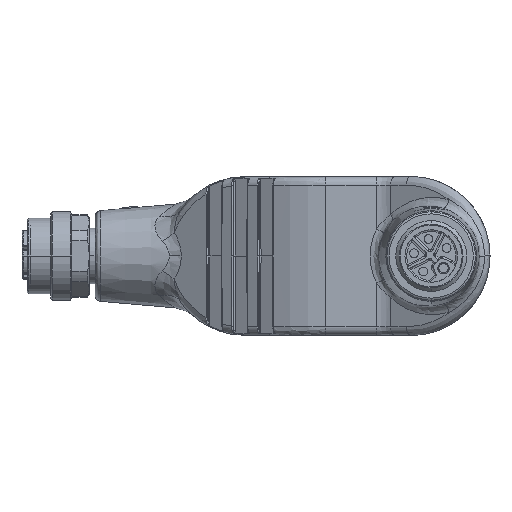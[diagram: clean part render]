
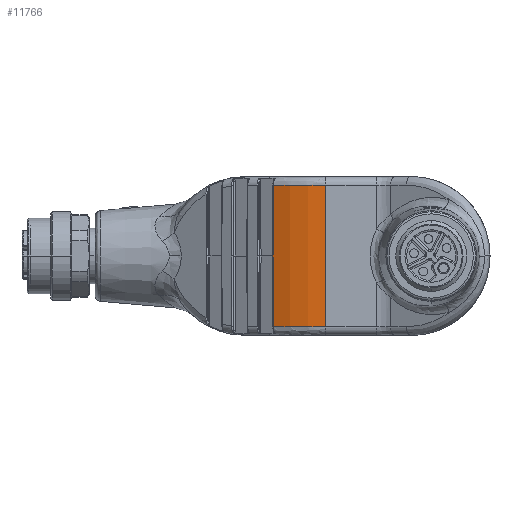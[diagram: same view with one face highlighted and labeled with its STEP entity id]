
A CAD part, left-side view. The second image highlights one B-rep face of the part: STEP entity #11766.
In plain terms, the highlighted cylindrical face has radius 20 mm (diameter 40 mm), a partial arc.
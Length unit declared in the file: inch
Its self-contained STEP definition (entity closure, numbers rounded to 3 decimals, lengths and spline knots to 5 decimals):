
#242 = CIRCLE ( 'NONE', #7364, 0.7874 ) ;
#446 = ORIENTED_EDGE ( 'NONE', *, *, #1186, .T. ) ;
#1186 = EDGE_CURVE ( 'NONE', #29164, #12118, #31441, .T. ) ;
#1513 = CARTESIAN_POINT ( 'NONE',  ( -0.80315, 0.01558, 0.45276 ) ) ;
#5138 = EDGE_LOOP ( 'NONE', ( #16286, #446, #31760, #39848, #14739 ) ) ;
#5568 = FACE_OUTER_BOUND ( 'NONE', #5138, .T. ) ;
#6335 = CARTESIAN_POINT ( 'NONE',  ( -0.72022, 0.36731, 0. ) ) ;
#7364 = AXIS2_PLACEMENT_3D ( 'NONE', #19094, #28745, #33005 ) ;
#7858 = CIRCLE ( 'NONE', #13620, 0.7874 ) ;
#11000 = EDGE_CURVE ( 'NONE', #12118, #21920, #32359, .T. ) ;
#11766 = ADVANCED_FACE ( 'NONE', ( #5568 ), #11873, .T. ) ;
#11873 = CYLINDRICAL_SURFACE ( 'NONE', #24967, 0.7874 ) ;
#12118 = VERTEX_POINT ( 'NONE', #38070 ) ;
#12731 = CARTESIAN_POINT ( 'NONE',  ( -0.72146, 0.36483, 0.31481 ) ) ;
#13620 = AXIS2_PLACEMENT_3D ( 'NONE', #24390, #17650, #17445 ) ;
#14739 = ORIENTED_EDGE ( 'NONE', *, *, #19690, .T. ) ;
#15648 = CARTESIAN_POINT ( 'NONE',  ( -0.72084, 0.36607, 0.1574 ) ) ;
#16286 = ORIENTED_EDGE ( 'NONE', *, *, #21051, .T. ) ;
#17445 = DIRECTION ( 'NONE',  ( 1., 0., 0. ) ) ;
#17650 = DIRECTION ( 'NONE',  ( 0., 0., -1. ) ) ;
#17901 = LINE ( 'NONE', #1513, #23862 ) ;
#19094 = CARTESIAN_POINT ( 'NONE',  ( -0.01575, 0.01558, 0.47221 ) ) ;
#19690 = EDGE_CURVE ( 'NONE', #25036, #34997, #17901, .T. ) ;
#20053 = CARTESIAN_POINT ( 'NONE',  ( -0.72207, 0.36358, -0.47221 ) ) ;
#21051 = EDGE_CURVE ( 'NONE', #34997, #29164, #242, .T. ) ;
#21408 = CARTESIAN_POINT ( 'NONE',  ( -0.72207, 0.36358, -0.47221 ) ) ;
#21920 = VERTEX_POINT ( 'NONE', #21408 ) ;
#23862 = VECTOR ( 'NONE', #31591, 39.37008 ) ;
#24390 = CARTESIAN_POINT ( 'NONE',  ( -0.01575, 0.01558, -0.47221 ) ) ;
#24967 = AXIS2_PLACEMENT_3D ( 'NONE', #43027, #35638, #26019 ) ;
#25036 = VERTEX_POINT ( 'NONE', #34951 ) ;
#25995 = CARTESIAN_POINT ( 'NONE',  ( -0.72022, 0.36731, 0. ) ) ;
#26019 = DIRECTION ( 'NONE',  ( 0., 1., 0. ) ) ;
#26669 = CARTESIAN_POINT ( 'NONE',  ( -0.72207, 0.36358, 0.47221 ) ) ;
#28745 = DIRECTION ( 'NONE',  ( 0., 0., -1. ) ) ;
#29164 = VERTEX_POINT ( 'NONE', #26669 ) ;
#31441 = B_SPLINE_CURVE_WITH_KNOTS ( 'NONE', 3,
 ( #40334, #12731, #15648, #25995 ),
 .UNSPECIFIED., .F., .F.,
 ( 4, 4 ),
 ( 0., 1. ),
 .UNSPECIFIED. ) ;
#31591 = DIRECTION ( 'NONE',  ( 0., 0., 1. ) ) ;
#31760 = ORIENTED_EDGE ( 'NONE', *, *, #11000, .T. ) ;
#32359 = B_SPLINE_CURVE_WITH_KNOTS ( 'NONE', 3,
 ( #6335, #41109, #33503, #20053 ),
 .UNSPECIFIED., .F., .F.,
 ( 4, 4 ),
 ( 0., 1. ),
 .UNSPECIFIED. ) ;
#33005 = DIRECTION ( 'NONE',  ( 0., 1., 0. ) ) ;
#33503 = CARTESIAN_POINT ( 'NONE',  ( -0.72146, 0.36483, -0.31481 ) ) ;
#34951 = CARTESIAN_POINT ( 'NONE',  ( -0.80315, 0.01558, -0.47221 ) ) ;
#34997 = VERTEX_POINT ( 'NONE', #40695 ) ;
#35638 = DIRECTION ( 'NONE',  ( 0., 0., -1. ) ) ;
#38070 = CARTESIAN_POINT ( 'NONE',  ( -0.72022, 0.36731, 0. ) ) ;
#39848 = ORIENTED_EDGE ( 'NONE', *, *, #43101, .F. ) ;
#40334 = CARTESIAN_POINT ( 'NONE',  ( -0.72207, 0.36358, 0.47221 ) ) ;
#40695 = CARTESIAN_POINT ( 'NONE',  ( -0.80315, 0.01558, 0.47221 ) ) ;
#41109 = CARTESIAN_POINT ( 'NONE',  ( -0.72084, 0.36607, -0.1574 ) ) ;
#43027 = CARTESIAN_POINT ( 'NONE',  ( -0.01575, 0.01558, -1.00394 ) ) ;
#43101 = EDGE_CURVE ( 'NONE', #25036, #21920, #7858, .T. ) ;
